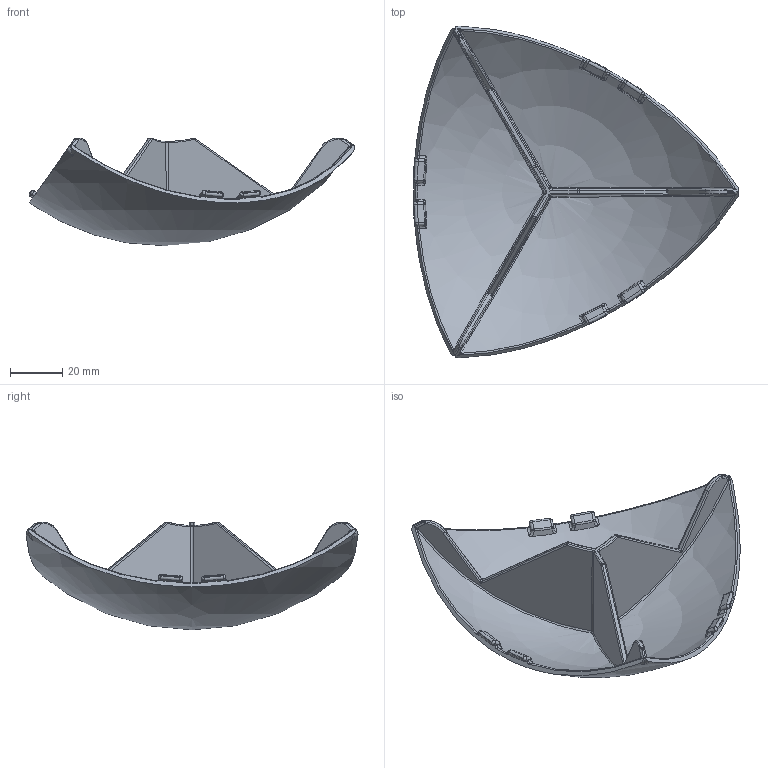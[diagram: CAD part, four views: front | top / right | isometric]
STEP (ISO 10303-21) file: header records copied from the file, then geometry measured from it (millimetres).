
FILE_DESCRIPTION(/* description */ ('Abdeckkappe MW 90 R 90° grau'),/* implementation_level */ '2;1');
FILE_NAME(/* name */ '220980-1.step',/* time_stamp */ '2021-08-27T14:10:06+02:00',/* author */ ('MuellerJ'),/* organization */ (''),/* preprocessor_version */ 'ST-DEVELOPER v18.1',/* originating_system */ 'Autodesk Inventor 2021',/* authorisation */ '');
FILE_SCHEMA (('AUTOMOTIVE_DESIGN { 1 0 10303 214 3 1 1 }'));
Length unit declared in the file: millimetre
Products named in the file (1): 22-0980-1FZ.001
Bounding box: 124.73 x 127.27 x 41.24 mm (x, y, z)
Volume: 35399.3 mm3; surface area: 33969.7 mm2
Topology: 1 solids, 1 shells, 247 faces, 600 edges, 341 vertices
Faces by surface type: bspline 106, cylinder 58, torus 36, plane 27, sphere 20
Entity records: 25878 total; most frequent: CARTESIAN_POINT 20535, ORIENTED_EDGE 1172, DIRECTION 1065, EDGE_CURVE 586, AXIS2_PLACEMENT_3D 493, VERTEX_POINT 341, CIRCLE 289, FACE_OUTER_BOUND 247
